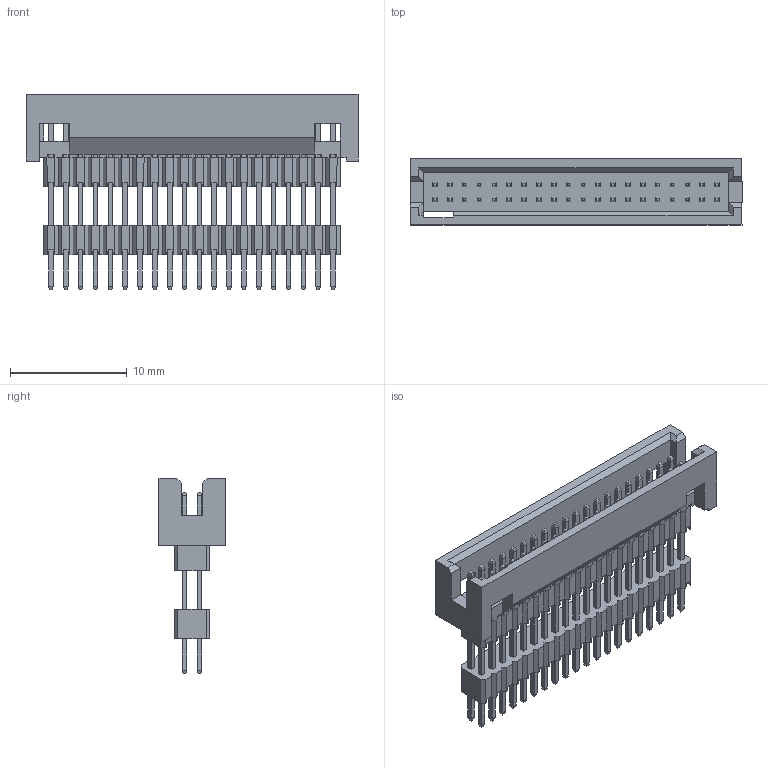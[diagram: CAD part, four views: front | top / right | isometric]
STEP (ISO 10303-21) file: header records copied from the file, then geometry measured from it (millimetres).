
FILE_DESCRIPTION( ('This file contains a STEP AP42 implementation' ,'as created by ZW3D STEP Interface translator.') ,'2;1' );
FILE_NAME( '3131-XXSXXBD00X1.stp' ,'231116.155825', (''), ('ZWCAD Software Co.'), 'Version 1.0', 'ZW3D to STEP translator', '' );
FILE_SCHEMA(('AUTOMOTIVE_DESIGN { 1 0 10303 214 1 1 1 1 }'));
Length unit declared in the file: millimetre
Products named in the file (1): 0
Bounding box: 28.4 x 5.65 x 16.7 mm (x, y, z)
Volume: 815.5 mm3; surface area: 2126.2 mm2
Topology: 1 solids, 1 shells, 2334 faces, 6135 edges, 3797 vertices
Faces by surface type: plane 2332, bspline 2
Entity records: 73181 total; most frequent: CARTESIAN_POINT 15177, ORIENTED_EDGE 12270, DIRECTION 9993, EDGE_CURVE 6135, VECTOR 5327, LINE 5327, VERTEX_POINT 3797, EDGE_LOOP 2494
